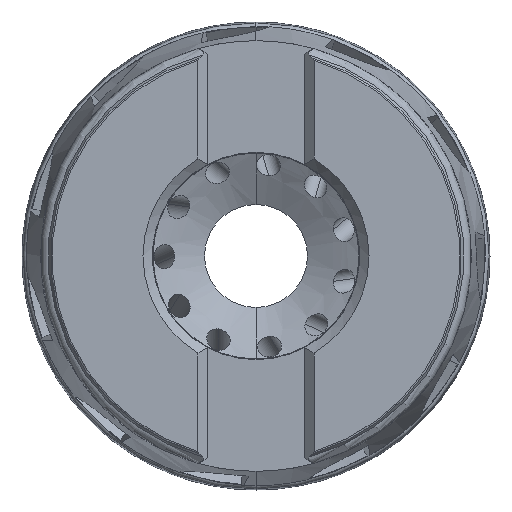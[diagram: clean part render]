
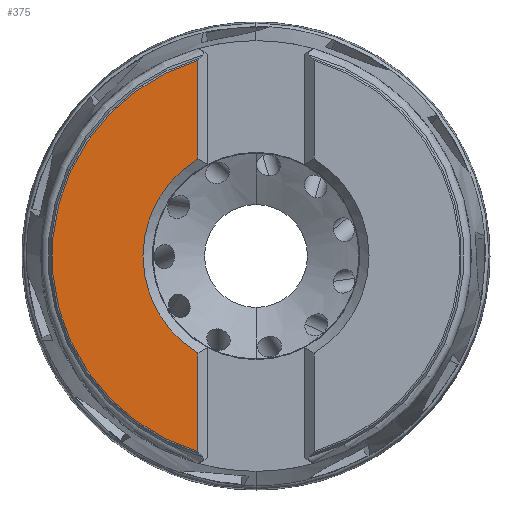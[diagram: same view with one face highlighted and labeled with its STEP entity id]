
A CAD part, left-side view. The second image highlights one B-rep face of the part: STEP entity #375.
In plain terms, the highlighted planar face has unit normal (-1, 0, 0).
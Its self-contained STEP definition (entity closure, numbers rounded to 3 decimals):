
#375 = ADVANCED_FACE ( 'NONE', ( #1106 ), #1112, .T. ) ;
#1106 = FACE_OUTER_BOUND ( 'NONE', #7200, .T. ) ;
#1109 = CARTESIAN_POINT ( 'NONE',  ( -39.55, 21.79, 0. ) ) ;
#1112 = PLANE ( 'NONE',  #3599 ) ;
#1114 = DIRECTION ( 'NONE',  ( -1., 0., 0. ) ) ;
#1115 = DIRECTION ( 'NONE',  ( 0., 0., 1. ) ) ;
#3599 = AXIS2_PLACEMENT_3D ( 'NONE', #1109, #1114, #1115 ) ;
#4546 = CARTESIAN_POINT ( 'NONE',  ( -39.55, 6.2, 23.15 ) ) ;
#4556 = LINE ( 'NONE', #4546, #10044 ) ;
#4557 = CARTESIAN_POINT ( 'NONE',  ( -39.55, 0., 0. ) ) ;
#4558 = DIRECTION ( 'NONE',  ( 1., 0., 0. ) ) ;
#4559 = DIRECTION ( 'NONE',  ( 0., 0., -1. ) ) ;
#4560 = DIRECTION ( 'NONE',  ( 0., 0., -1. ) ) ;
#4561 = LINE ( 'NONE', #4562, #10046 ) ;
#4562 = CARTESIAN_POINT ( 'NONE',  ( -39.55, 6.2, 23.15 ) ) ;
#4563 = DIRECTION ( 'NONE',  ( 0., 0., -1. ) ) ;
#4565 = CARTESIAN_POINT ( 'NONE',  ( -39.55, 0., 0. ) ) ;
#4566 = DIRECTION ( 'NONE',  ( 1., 0., 0. ) ) ;
#4567 = DIRECTION ( 'NONE',  ( 0., 0., -1. ) ) ;
#6115 = EDGE_CURVE ( 'NONE', #10309, #10305, #10043, .T. ) ;
#6117 = EDGE_CURVE ( 'NONE', #10305, #10291, #4556, .T. ) ;
#6120 = EDGE_CURVE ( 'NONE', #10350, #10309, #4561, .T. ) ;
#6122 = EDGE_CURVE ( 'NONE', #10350, #10291, #10047, .T. ) ;
#7200 = EDGE_LOOP ( 'NONE', ( #10083, #10084, #10085, #10086 ) ) ;
#9660 = CARTESIAN_POINT ( 'NONE',  ( -39.55, 6.2, 10.362 ) ) ;
#9673 = CARTESIAN_POINT ( 'NONE',  ( -39.55, 6.2, 20.889 ) ) ;
#9677 = CARTESIAN_POINT ( 'NONE',  ( -39.55, 6.2, -20.889 ) ) ;
#9718 = CARTESIAN_POINT ( 'NONE',  ( -39.55, 6.2, -10.362 ) ) ;
#10033 = AXIS2_PLACEMENT_3D ( 'NONE', #4557, #4558, #4559 ) ;
#10043 = CIRCLE ( 'NONE', #10033, 21.79 ) ;
#10044 = VECTOR ( 'NONE', #4560, 1000. ) ;
#10046 = VECTOR ( 'NONE', #4563, 1000. ) ;
#10047 = CIRCLE ( 'NONE', #10049, 12.075 ) ;
#10049 = AXIS2_PLACEMENT_3D ( 'NONE', #4565, #4566, #4567 ) ;
#10083 = ORIENTED_EDGE ( 'NONE', *, *, #6117, .F. ) ;
#10084 = ORIENTED_EDGE ( 'NONE', *, *, #6115, .F. ) ;
#10085 = ORIENTED_EDGE ( 'NONE', *, *, #6120, .F. ) ;
#10086 = ORIENTED_EDGE ( 'NONE', *, *, #6122, .T. ) ;
#10291 = VERTEX_POINT ( 'NONE', #9660 ) ;
#10305 = VERTEX_POINT ( 'NONE', #9673 ) ;
#10309 = VERTEX_POINT ( 'NONE', #9677 ) ;
#10350 = VERTEX_POINT ( 'NONE', #9718 ) ;
